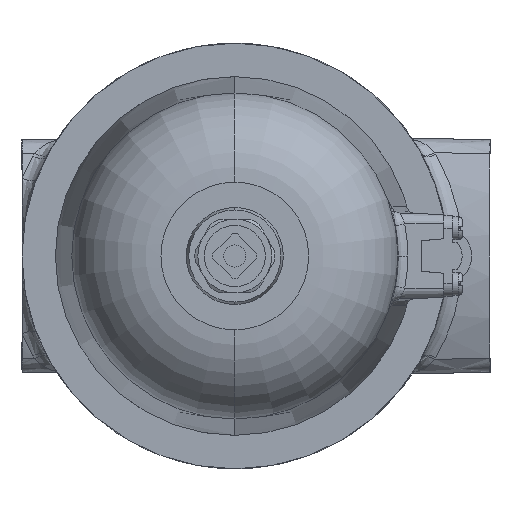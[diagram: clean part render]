
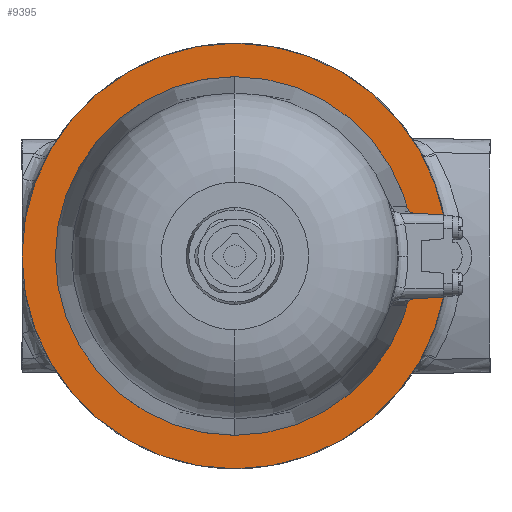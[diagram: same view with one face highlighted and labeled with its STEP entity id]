
A CAD part, front view. The second image highlights one B-rep face of the part: STEP entity #9395.
In plain terms, the highlighted planar face has unit normal (0, -1, 0).
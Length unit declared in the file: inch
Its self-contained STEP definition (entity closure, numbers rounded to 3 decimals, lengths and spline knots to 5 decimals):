
#294 = DIRECTION ( 'NONE',  ( 0., -1., 0. ) ) ;
#803 = DIRECTION ( 'NONE',  ( 1., 0., 0. ) ) ;
#973 = VERTEX_POINT ( 'NONE', #4773 ) ;
#1069 = DIRECTION ( 'NONE',  ( 0., 1., 0. ) ) ;
#1362 = CARTESIAN_POINT ( 'NONE',  ( 1.82087, -2.465, 0. ) ) ;
#1602 = CARTESIAN_POINT ( 'NONE',  ( 0., -2.465, 0. ) ) ;
#3049 = ORIENTED_EDGE ( 'NONE', *, *, #8493, .F. ) ;
#3106 = ORIENTED_EDGE ( 'NONE', *, *, #8612, .T. ) ;
#3795 = CARTESIAN_POINT ( 'NONE',  ( -2.16, -2.465, 0. ) ) ;
#4008 = FACE_BOUND ( 'NONE', #8936, .T. ) ;
#4773 = CARTESIAN_POINT ( 'NONE',  ( 2.16, -2.465, 0. ) ) ;
#5071 = AXIS2_PLACEMENT_3D ( 'NONE', #8975, #13033, #5123 ) ;
#5123 = DIRECTION ( 'NONE',  ( 1., 0., 0. ) ) ;
#5329 = EDGE_CURVE ( 'NONE', #9268, #12364, #8221, .T. ) ;
#5346 = CIRCLE ( 'NONE', #12760, 1.82087 ) ;
#5686 = CIRCLE ( 'NONE', #5071, 2.16 ) ;
#5840 = DIRECTION ( 'NONE',  ( 0., -1., 0. ) ) ;
#5842 = CARTESIAN_POINT ( 'NONE',  ( 0., -2.465, 0. ) ) ;
#5975 = EDGE_LOOP ( 'NONE', ( #3106, #11926 ) ) ;
#6109 = CIRCLE ( 'NONE', #8028, 2.16 ) ;
#6536 = AXIS2_PLACEMENT_3D ( 'NONE', #1602, #6634, #8499 ) ;
#6634 = DIRECTION ( 'NONE',  ( 0., -1., 0. ) ) ;
#7177 = AXIS2_PLACEMENT_3D ( 'NONE', #5842, #1069, #9970 ) ;
#7450 = CARTESIAN_POINT ( 'NONE',  ( 0., -2.465, 0. ) ) ;
#7966 = FACE_OUTER_BOUND ( 'NONE', #5975, .T. ) ;
#8028 = AXIS2_PLACEMENT_3D ( 'NONE', #7450, #294, #9311 ) ;
#8221 = CIRCLE ( 'NONE', #6536, 1.82087 ) ;
#8493 = EDGE_CURVE ( 'NONE', #12364, #9268, #5346, .T. ) ;
#8499 = DIRECTION ( 'NONE',  ( 1., 0., 0. ) ) ;
#8612 = EDGE_CURVE ( 'NONE', #973, #12411, #5686, .T. ) ;
#8652 = ORIENTED_EDGE ( 'NONE', *, *, #5329, .F. ) ;
#8906 = PLANE ( 'NONE',  #7177 ) ;
#8936 = EDGE_LOOP ( 'NONE', ( #8652, #3049 ) ) ;
#8975 = CARTESIAN_POINT ( 'NONE',  ( 0., -2.465, 0. ) ) ;
#9255 = EDGE_CURVE ( 'NONE', #12411, #973, #6109, .T. ) ;
#9268 = VERTEX_POINT ( 'NONE', #1362 ) ;
#9311 = DIRECTION ( 'NONE',  ( 1., 0., 0. ) ) ;
#9395 = ADVANCED_FACE ( 'NONE', ( #4008, #7966 ), #8906, .F. ) ;
#9562 = CARTESIAN_POINT ( 'NONE',  ( -1.82087, -2.465, 0. ) ) ;
#9970 = DIRECTION ( 'NONE',  ( -1., 0., 0. ) ) ;
#11926 = ORIENTED_EDGE ( 'NONE', *, *, #9255, .T. ) ;
#12364 = VERTEX_POINT ( 'NONE', #9562 ) ;
#12411 = VERTEX_POINT ( 'NONE', #3795 ) ;
#12760 = AXIS2_PLACEMENT_3D ( 'NONE', #12964, #5840, #803 ) ;
#12964 = CARTESIAN_POINT ( 'NONE',  ( 0., -2.465, 0. ) ) ;
#13033 = DIRECTION ( 'NONE',  ( 0., -1., 0. ) ) ;
